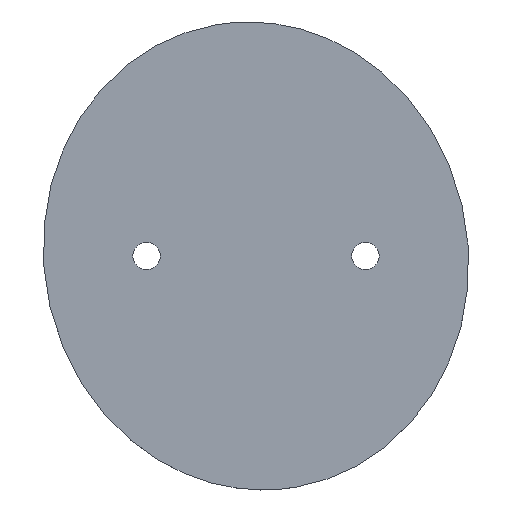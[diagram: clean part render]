
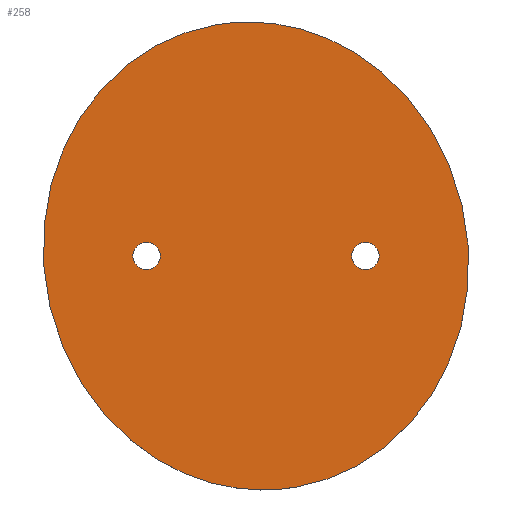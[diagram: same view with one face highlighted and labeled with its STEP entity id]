
A CAD part, top view. The second image highlights one B-rep face of the part: STEP entity #258.
In plain terms, the highlighted planar face has unit normal (0, 0, 1).
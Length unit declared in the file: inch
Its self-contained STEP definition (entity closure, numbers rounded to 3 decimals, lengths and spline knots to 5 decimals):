
#5 = VERTEX_POINT ( 'NONE', #85 ) ;
#6 = CARTESIAN_POINT ( 'NONE',  ( 0.18674, -1.05561, 0.063 ) ) ;
#7 = ORIENTED_EDGE ( 'NONE', *, *, #196, .T. ) ;
#15 = VERTEX_POINT ( 'NONE', #100 ) ;
#19 = FACE_OUTER_BOUND ( 'NONE', #54, .T. ) ;
#23 = CARTESIAN_POINT ( 'NONE',  ( 0., 0., 0.063 ) ) ;
#25 = CIRCLE ( 'NONE', #69, 0.0625 ) ;
#45 = ORIENTED_EDGE ( 'NONE', *, *, #203, .F. ) ;
#51 = AXIS2_PLACEMENT_3D ( 'NONE', #246, #245, #243 ) ;
#52 = CARTESIAN_POINT ( 'NONE',  ( -0.4375, 0., 0.063 ) ) ;
#54 = EDGE_LOOP ( 'NONE', ( #7, #259 ) ) ;
#56 = CARTESIAN_POINT ( 'NONE',  ( 0.5625, 0., 0.063 ) ) ;
#61 = VERTEX_POINT ( 'NONE', #294 ) ;
#67 = CIRCLE ( 'NONE', #51, 0.0625 ) ;
#69 = AXIS2_PLACEMENT_3D ( 'NONE', #253, #252, #250 ) ;
#74 = AXIS2_PLACEMENT_3D ( 'NONE', #282, #264, #263 ) ;
#78 =( BOUNDED_CURVE ( )  B_SPLINE_CURVE ( 3, ( #6, #301, #261, #260 ),
 .UNSPECIFIED., .F., .T. ) 
 B_SPLINE_CURVE_WITH_KNOTS ( ( 4, 4 ),
 ( 0., 3.14159 ),
 .UNSPECIFIED. ) 
 CURVE ( )  GEOMETRIC_REPRESENTATION_ITEM ( )  RATIONAL_B_SPLINE_CURVE ( ( 1., 0.333, 0.333, 1. ) ) 
 REPRESENTATION_ITEM ( '' )  );
#81 = VERTEX_POINT ( 'NONE', #56 ) ;
#84 = EDGE_LOOP ( 'NONE', ( #140, #230 ) ) ;
#85 = CARTESIAN_POINT ( 'NONE',  ( -0.18674, 1.05561, 0.063 ) ) ;
#94 = CARTESIAN_POINT ( 'NONE',  ( 0.4375, 0., 0.063 ) ) ;
#100 = CARTESIAN_POINT ( 'NONE',  ( 0.18674, -1.05561, 0.063 ) ) ;
#107 = FACE_BOUND ( 'NONE', #290, .T. ) ;
#109 = VERTEX_POINT ( 'NONE', #52 ) ;
#115 = VERTEX_POINT ( 'NONE', #94 ) ;
#120 = CIRCLE ( 'NONE', #128, 0.0625 ) ;
#128 = AXIS2_PLACEMENT_3D ( 'NONE', #302, #276, #281 ) ;
#132 = ORIENTED_EDGE ( 'NONE', *, *, #209, .F. ) ;
#140 = ORIENTED_EDGE ( 'NONE', *, *, #146, .F. ) ;
#146 = EDGE_CURVE ( 'NONE', #61, #109, #120, .T. ) ;
#157 =( BOUNDED_CURVE ( )  B_SPLINE_CURVE ( 3, ( #249, #240, #226, #225 ),
 .UNSPECIFIED., .F., .T. ) 
 B_SPLINE_CURVE_WITH_KNOTS ( ( 4, 4 ),
 ( 3.14159, 6.28319 ),
 .UNSPECIFIED. ) 
 CURVE ( )  GEOMETRIC_REPRESENTATION_ITEM ( )  RATIONAL_B_SPLINE_CURVE ( ( 1., 0.333, 0.333, 1. ) ) 
 REPRESENTATION_ITEM ( '' )  );
#165 = AXIS2_PLACEMENT_3D ( 'NONE', #23, #217, #216 ) ;
#185 = EDGE_CURVE ( 'NONE', #109, #61, #239, .T. ) ;
#196 = EDGE_CURVE ( 'NONE', #15, #5, #78, .T. ) ;
#203 = EDGE_CURVE ( 'NONE', #81, #115, #25, .T. ) ;
#209 = EDGE_CURVE ( 'NONE', #115, #81, #67, .T. ) ;
#216 = DIRECTION ( 'NONE',  ( 1., 0., 0. ) ) ;
#217 = DIRECTION ( 'NONE',  ( 0., 0., 1. ) ) ;
#218 = PLANE ( 'NONE',  #165 ) ;
#225 = CARTESIAN_POINT ( 'NONE',  ( 0.18674, -1.05561, 0.063 ) ) ;
#226 = CARTESIAN_POINT ( 'NONE',  ( -1.72163, -1.39321, 0.063 ) ) ;
#230 = ORIENTED_EDGE ( 'NONE', *, *, #185, .F. ) ;
#239 = CIRCLE ( 'NONE', #74, 0.0625 ) ;
#240 = CARTESIAN_POINT ( 'NONE',  ( -2.09511, 0.71801, 0.063 ) ) ;
#241 = FACE_BOUND ( 'NONE', #84, .T. ) ;
#243 = DIRECTION ( 'NONE',  ( 1., 0., 0. ) ) ;
#244 = EDGE_CURVE ( 'NONE', #5, #15, #157, .T. ) ;
#245 = DIRECTION ( 'NONE',  ( 0., 0., 1. ) ) ;
#246 = CARTESIAN_POINT ( 'NONE',  ( 0.5, 0., 0.063 ) ) ;
#249 = CARTESIAN_POINT ( 'NONE',  ( -0.18674, 1.05561, 0.063 ) ) ;
#250 = DIRECTION ( 'NONE',  ( 1., 0., 0. ) ) ;
#252 = DIRECTION ( 'NONE',  ( 0., 0., 1. ) ) ;
#253 = CARTESIAN_POINT ( 'NONE',  ( 0.5, 0., 0.063 ) ) ;
#258 = ADVANCED_FACE ( 'NONE', ( #107, #19, #241 ), #218, .T. ) ;
#259 = ORIENTED_EDGE ( 'NONE', *, *, #244, .T. ) ;
#260 = CARTESIAN_POINT ( 'NONE',  ( -0.18674, 1.05561, 0.063 ) ) ;
#261 = CARTESIAN_POINT ( 'NONE',  ( 1.72163, 1.39321, 0.063 ) ) ;
#263 = DIRECTION ( 'NONE',  ( 1., 0., 0. ) ) ;
#264 = DIRECTION ( 'NONE',  ( 0., 0., 1. ) ) ;
#276 = DIRECTION ( 'NONE',  ( 0., 0., 1. ) ) ;
#281 = DIRECTION ( 'NONE',  ( 1., 0., 0. ) ) ;
#282 = CARTESIAN_POINT ( 'NONE',  ( -0.5, 0., 0.063 ) ) ;
#290 = EDGE_LOOP ( 'NONE', ( #132, #45 ) ) ;
#294 = CARTESIAN_POINT ( 'NONE',  ( -0.5625, 0., 0.063 ) ) ;
#301 = CARTESIAN_POINT ( 'NONE',  ( 2.09511, -0.71801, 0.063 ) ) ;
#302 = CARTESIAN_POINT ( 'NONE',  ( -0.5, 0., 0.063 ) ) ;
